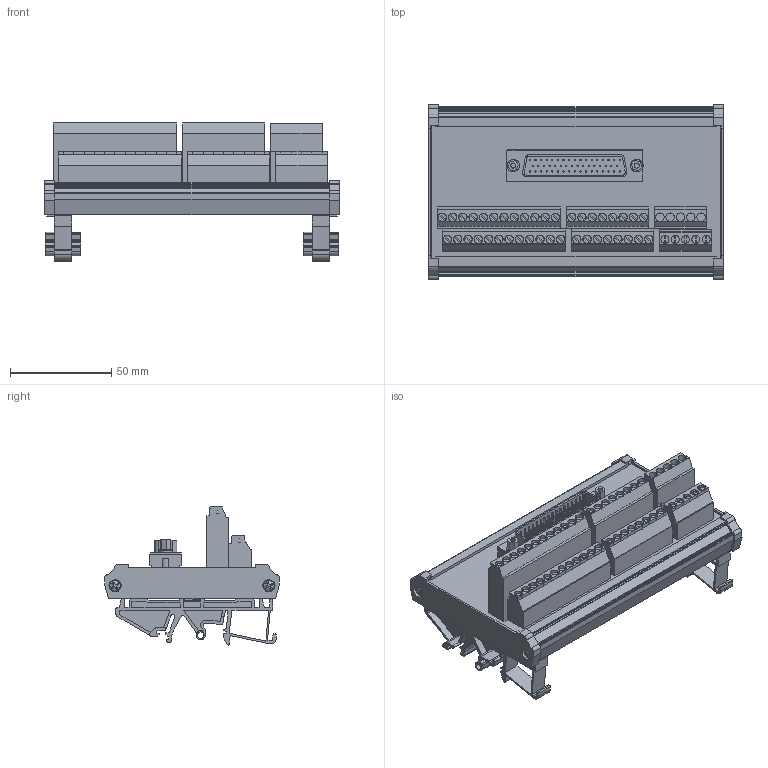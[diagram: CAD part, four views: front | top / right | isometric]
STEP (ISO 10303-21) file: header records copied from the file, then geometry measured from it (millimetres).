
FILE_DESCRIPTION(('CATIA V5R22 STEP214','CAx-IF Rec.Pracs.--- Model Styling and Organization---1.4--- 2014-01-23'),'2;1');
FILE_NAME ('D1548758_0_8005161001_3D_8005161001.stp','2022-10-24T07:18:17+00:00',('none'),('Weidmueller'),'CATIA Version 5-6 Release 2016 SP3 HF44','CATIA V5 STEP AP214','none');
FILE_SCHEMA(('AUTOMOTIVE_DESIGN { 1 0 10303 214 1 1 1 1 }'));
Products named in the file (1): 8005161001_RS SD50S UNC 4.40 LP2N
Bounding box: 145.5 x 86.4 x 68.17 mm (x, y, z)
Volume: 144347.3 mm3; surface area: 108998.2 mm2
Topology: 1 solids, 13 shells, 1926 faces, 5734 edges, 3945 vertices
Faces by surface type: plane 1271, cylinder 639, torus 8, sphere 8
Entity records: 72384 total; most frequent: CARTESIAN_POINT 19555, ORIENTED_EDGE 11468, DIRECTION 8880, EDGE_CURVE 5734, VERTEX_POINT 3945, VECTOR 3662, LINE 3662, AXIS2_PLACEMENT_3D 3295
